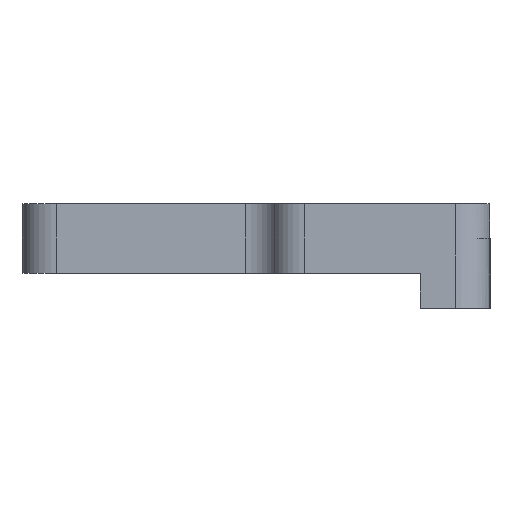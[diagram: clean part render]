
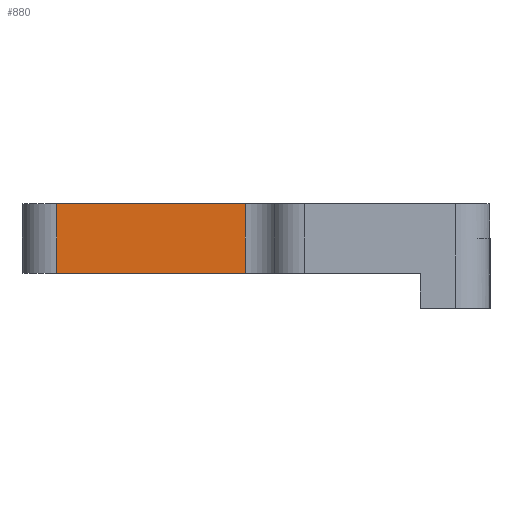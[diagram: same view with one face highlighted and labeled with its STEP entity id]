
A CAD part, left-side view. The second image highlights one B-rep face of the part: STEP entity #880.
In plain terms, the highlighted planar face has unit normal (-1, 0, 0).
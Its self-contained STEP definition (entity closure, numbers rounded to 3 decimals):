
#24=PLANE('',#962);
#56=FACE_OUTER_BOUND('',#105,.T.);
#105=EDGE_LOOP('',(#643,#644,#645,#646));
#154=LINE('',#1330,#240);
#163=LINE('',#1368,#249);
#170=LINE('',#1391,#256);
#172=LINE('',#1394,#258);
#240=VECTOR('',#1051,10.);
#249=VECTOR('',#1088,10.);
#256=VECTOR('',#1107,2.);
#258=VECTOR('',#1111,10.);
#374=VERTEX_POINT('',#1327);
#375=VERTEX_POINT('',#1329);
#389=VERTEX_POINT('',#1365);
#390=VERTEX_POINT('',#1367);
#464=EDGE_CURVE('',#374,#375,#154,.T.);
#483=EDGE_CURVE('',#389,#390,#163,.T.);
#495=EDGE_CURVE('',#375,#389,#170,.T.);
#497=EDGE_CURVE('',#390,#374,#172,.T.);
#643=ORIENTED_EDGE('',*,*,#495,.F.);
#644=ORIENTED_EDGE('',*,*,#464,.F.);
#645=ORIENTED_EDGE('',*,*,#497,.F.);
#646=ORIENTED_EDGE('',*,*,#483,.F.);
#880=ADVANCED_FACE('',(#56),#24,.T.);
#962=AXIS2_PLACEMENT_3D('',#1395,#1112,#1113);
#1051=DIRECTION('',(0.,-1.,0.));
#1088=DIRECTION('',(0.,1.,0.));
#1107=DIRECTION('',(0.,0.,-1.));
#1111=DIRECTION('',(0.,0.,1.));
#1112=DIRECTION('center_axis',(-1.,0.,0.));
#1113=DIRECTION('ref_axis',(0.,-1.,0.));
#1327=CARTESIAN_POINT('',(-301.35,278.,21.));
#1329=CARTESIAN_POINT('',(-301.35,267.235,21.));
#1330=CARTESIAN_POINT('',(-301.35,265.237,21.));
#1365=CARTESIAN_POINT('',(-301.35,267.235,17.));
#1367=CARTESIAN_POINT('',(-301.35,278.,17.));
#1368=CARTESIAN_POINT('',(-301.35,265.237,17.));
#1391=CARTESIAN_POINT('',(-301.35,267.235,17.));
#1394=CARTESIAN_POINT('',(-301.35,278.,17.));
#1395=CARTESIAN_POINT('Origin',(-301.35,280.,17.));
